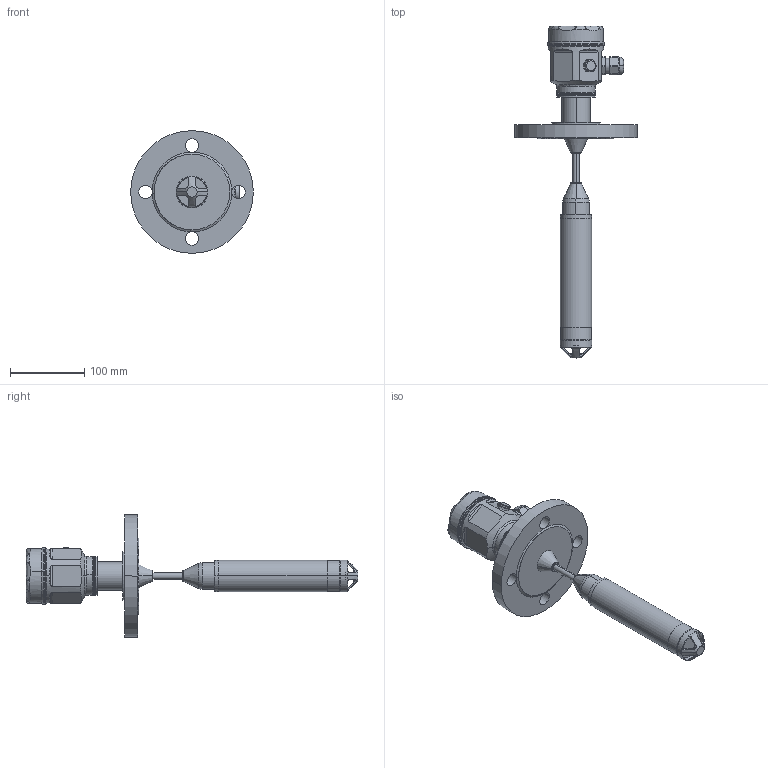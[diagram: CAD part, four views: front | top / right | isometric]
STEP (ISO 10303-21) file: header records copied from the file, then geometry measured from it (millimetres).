
FILE_DESCRIPTION((''),'2;1');
FILE_NAME('DM_CAD-2127_SW0001','2015-06-16T',('Creinig-se'),(''),'PRO/ENGINEER BY PARAMETRIC TECHNOLOGY CORPORATION, 2013050','PRO/ENGINEER BY PARAMETRIC TECHNOLOGY CORPORATION, 2013050','');
FILE_SCHEMA(('CONFIG_CONTROL_DESIGN'));
Length unit declared in the file: millimetre
Products named in the file (1): DM_CAD-2127_SW0001
Bounding box: 165 x 446.48 x 165 mm (x, y, z)
Volume: 1067983.1 mm3; surface area: 123988.8 mm2
Topology: 1 solids, 1 shells, 261 faces, 697 edges, 455 vertices
Faces by surface type: cylinder 109, plane 92, cone 35, torus 22, bspline 3
Entity records: 11809 total; most frequent: CARTESIAN_POINT 3171, ORIENTED_EDGE 1394, DIRECTION 1383, EDGE_CURVE 697, AXIS2_PLACEMENT_3D 559, VERTEX_POINT 455, CIRCLE 301, EDGE_LOOP 292
